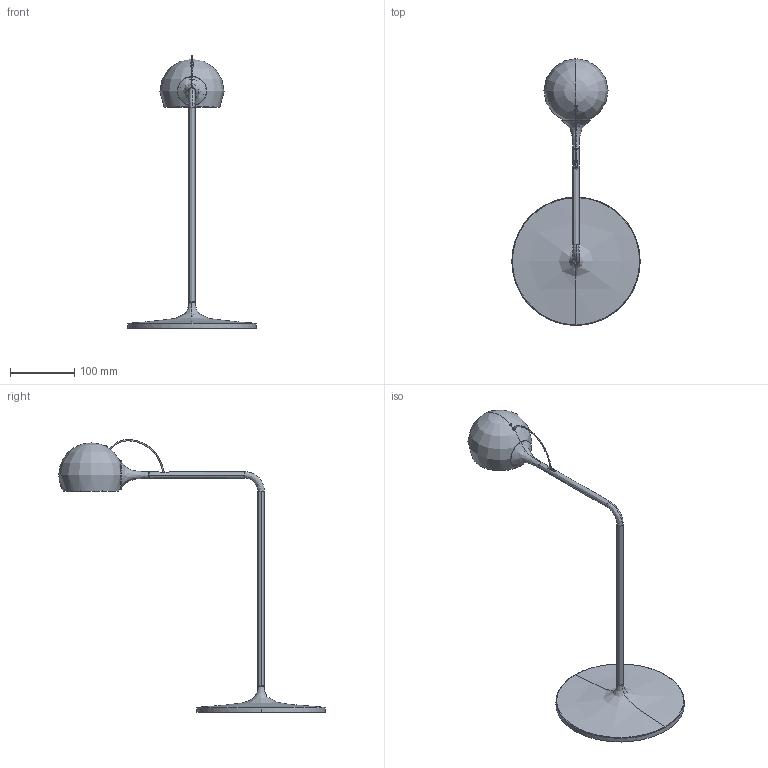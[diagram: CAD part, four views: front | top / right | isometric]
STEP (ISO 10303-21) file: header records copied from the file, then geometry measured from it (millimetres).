
FILE_DESCRIPTION(/* description */ (''),/* implementation_level */ '2;1');
FILE_NAME(/* name */ '087031_--IXA TABLE_SEMPL',/* time_stamp */ '2022-12-12T17:29:02+01:00',/* author */ (''),/* organization */ (''),/* preprocessor_version */ 'ST-DEVELOPER v16.5',/* originating_system */ 'Rhino 7.22',/* authorisation */ '');
FILE_SCHEMA (('AUTOMOTIVE_DESIGN'));
Length unit declared in the file: millimetre
Products named in the file (5): Document; Y201003232_--PULSANTE; Y104004656_--IXA TUBOLARE D10 TAVOLO; WAP6161_--IXA LAV. SFERA CON PERNO SALDATO_MODEL; Y102016299_--SFERA METALLICA D100
Assembly tree (4 placements, depth 3):
  Document
    Y201003232_--PULSANTE
    Y104004656_--IXA TUBOLARE D10 TAVOLO
    WAP6161_--IXA LAV. SFERA CON PERNO SALDATO_MODEL
      Y102016299_--SFERA METALLICA D100
Bounding box: 200 x 414.84 x 425.34 mm (x, y, z)
Volume: 494300.1 mm3; surface area: 156808.7 mm2
Topology: 6 solids, 10 shells, 106 faces, 285 edges, 188 vertices
Faces by surface type: bspline 57, cylinder 32, plane 17
Entity records: 5605 total; most frequent: CARTESIAN_POINT 3635, ORIENTED_EDGE 533, EDGE_CURVE 276, VERTEX_POINT 184, EDGE_LOOP 120, ADVANCED_FACE 106, FACE_OUTER_BOUND 106, B_SPLINE_CURVE_WITH_KNOTS 96
